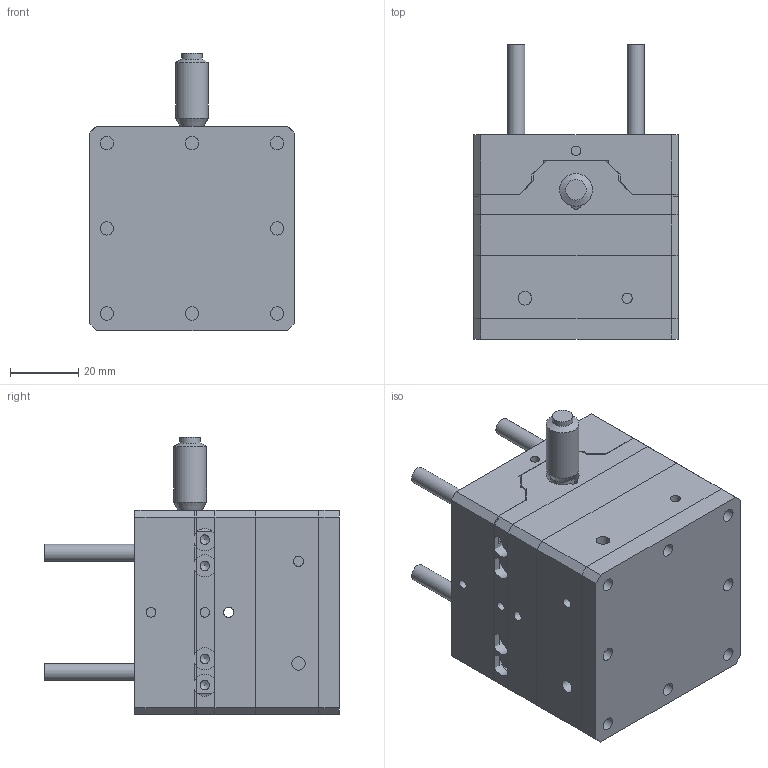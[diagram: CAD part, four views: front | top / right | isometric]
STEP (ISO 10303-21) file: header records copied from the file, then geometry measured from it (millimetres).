
FILE_DESCRIPTION(/* description */ (''),/* implementation_level */ '2;1');
FILE_NAME(/* name */ 'Assembly_XYZ_micrometre_heightadapter.iam.step',/* time_stamp */ '2022-11-29T09:16:53+01:00',/* author */ ('UC2'),/* organization */ (''),/* preprocessor_version */ 'ST-DEVELOPER v18.1',/* originating_system */ 'Autodesk Inventor 2022',/* authorisation */ '');
FILE_SCHEMA (('AUTOMOTIVE_DESIGN { 1 0 10303 214 3 1 1 }'));
Length unit declared in the file: millimetre
Products named in the file (10): Assembly_XYZ_micrometre_heightadapter; 00_XY_stage-CHUO_SEIKI_LD-647-R1; 00_XY_stage-CHUO_SEIKI_LD-647-R1-Top; 00_XY_stage-CHUO_SEIKI_LD-647-R1-Middle; 00_XY_stage-CHUO_SEIKI_LD-647-R1-Bottom; 40_XYStage_Heightadapter_Base; 00_RS_Pro_Micrometer_small; 00_rod_5mm; 40_XYStage_Heightadapter_Levelarm; 40_XYStage_Heightadapter_Slide
Assembly tree (12 placements, depth 3):
  Assembly_XYZ_micrometre_heightadapter
    00_XY_stage-CHUO_SEIKI_LD-647-R1
      00_XY_stage-CHUO_SEIKI_LD-647-R1-Top
      00_XY_stage-CHUO_SEIKI_LD-647-R1-Middle
      00_XY_stage-CHUO_SEIKI_LD-647-R1-Bottom
    40_XYStage_Heightadapter_Base
    00_RS_Pro_Micrometer_small
    00_rod_5mm  x4
    40_XYStage_Heightadapter_Levelarm
    40_XYStage_Heightadapter_Slide
Bounding box: 60 x 86.5 x 81.36 mm (x, y, z)
Volume: 176519.9 mm3; surface area: 76240.5 mm2
Topology: 11 solids, 11 shells, 370 faces, 1017 edges, 677 vertices
Faces by surface type: plane 211, cylinder 141, cone 18
Full cylindrical faces by diameter (mm): 2.8 x19, 2.9 x16, 3 x11, 3.45 x1, 3.8 x16, 3.9 x12, 4 x4, 4.65 x8, 5 x4, 6 x4, 6.01 x2, 6.5 x2, 7.01 x1, 9.63 x1, 12.2 x3, 15 x1, 16.4 x3
Entity records: 13427 total; most frequent: CARTESIAN_POINT 3236, DIRECTION 2034, ORIENTED_EDGE 1992, EDGE_CURVE 996, AXIS2_PLACEMENT_3D 706, VERTEX_POINT 671, LINE 622, VECTOR 622
